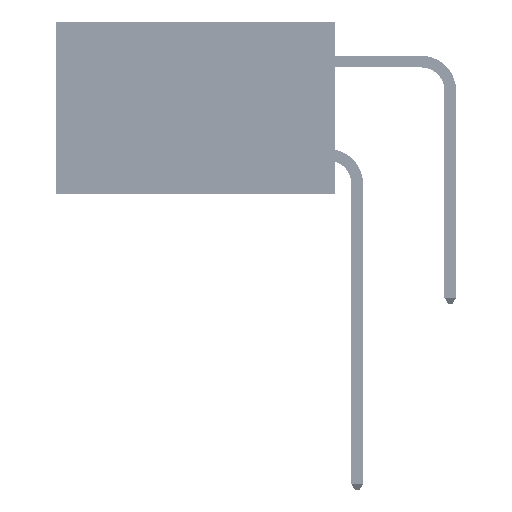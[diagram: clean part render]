
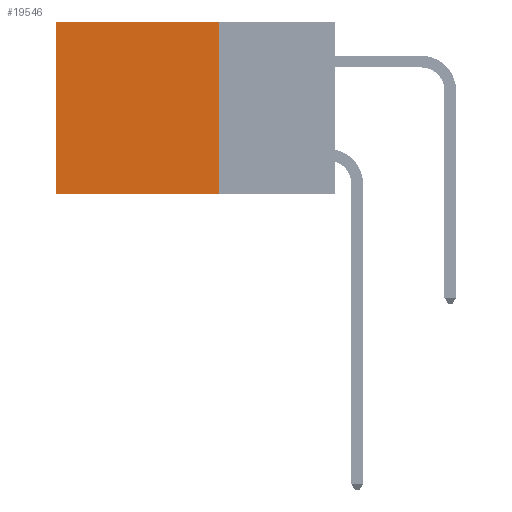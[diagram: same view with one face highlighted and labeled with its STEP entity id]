
A CAD part, left-side view. The second image highlights one B-rep face of the part: STEP entity #19546.
In plain terms, the highlighted planar face has unit normal (-1, 0, 0).
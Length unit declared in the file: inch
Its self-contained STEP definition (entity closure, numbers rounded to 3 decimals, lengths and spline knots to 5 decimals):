
#1490 = ORIENTED_EDGE ( 'NONE', *, *, #8327, .T. ) ;
#2687 = LINE ( 'NONE', #16834, #30187 ) ;
#3896 = AXIS2_PLACEMENT_3D ( 'NONE', #38873, #5052, #31458 ) ;
#5052 = DIRECTION ( 'NONE',  ( 1., 0., 0. ) ) ;
#7059 = CARTESIAN_POINT ( 'NONE',  ( 0.2875, 0.25, 0. ) ) ;
#8327 = EDGE_CURVE ( 'NONE', #23505, #47784, #2687, .T. ) ;
#8988 = DIRECTION ( 'NONE',  ( 0., 1., 0. ) ) ;
#9160 = EDGE_CURVE ( 'NONE', #10717, #23505, #44039, .T. ) ;
#10717 = VERTEX_POINT ( 'NONE', #7059 ) ;
#16834 = CARTESIAN_POINT ( 'NONE',  ( 0.2875, 0.6, 0. ) ) ;
#17384 = CARTESIAN_POINT ( 'NONE',  ( 0.2875, 0.25, 0. ) ) ;
#18215 = VECTOR ( 'NONE', #8988, 39.37008 ) ;
#19546 = ADVANCED_FACE ( 'NONE', ( #42093 ), #46030, .F. ) ;
#20247 = CARTESIAN_POINT ( 'NONE',  ( 0.2875, 0.25, 0. ) ) ;
#21303 = LINE ( 'NONE', #27746, #18215 ) ;
#23505 = VERTEX_POINT ( 'NONE', #34896 ) ;
#23946 = LINE ( 'NONE', #20247, #43500 ) ;
#24911 = EDGE_LOOP ( 'NONE', ( #1490, #38024, #29606, #30794 ) ) ;
#27746 = CARTESIAN_POINT ( 'NONE',  ( 0.2875, 0.25, -0.37 ) ) ;
#28519 = CARTESIAN_POINT ( 'NONE',  ( 0.2875, 0.25, -0.37 ) ) ;
#29606 = ORIENTED_EDGE ( 'NONE', *, *, #33719, .F. ) ;
#30187 = VECTOR ( 'NONE', #40458, 39.37008 ) ;
#30794 = ORIENTED_EDGE ( 'NONE', *, *, #9160, .T. ) ;
#31458 = DIRECTION ( 'NONE',  ( 0., 0., -1. ) ) ;
#33719 = EDGE_CURVE ( 'NONE', #10717, #41520, #23946, .T. ) ;
#34896 = CARTESIAN_POINT ( 'NONE',  ( 0.2875, 0.6, 0. ) ) ;
#36550 = VECTOR ( 'NONE', #36892, 39.37008 ) ;
#36892 = DIRECTION ( 'NONE',  ( 0., 1., 0. ) ) ;
#38024 = ORIENTED_EDGE ( 'NONE', *, *, #46566, .F. ) ;
#38873 = CARTESIAN_POINT ( 'NONE',  ( 0.2875, 0.25, 0. ) ) ;
#40458 = DIRECTION ( 'NONE',  ( 0., 0., -1. ) ) ;
#41520 = VERTEX_POINT ( 'NONE', #28519 ) ;
#42093 = FACE_OUTER_BOUND ( 'NONE', #24911, .T. ) ;
#42695 = DIRECTION ( 'NONE',  ( 0., 0., -1. ) ) ;
#43038 = CARTESIAN_POINT ( 'NONE',  ( 0.2875, 0.6, -0.37 ) ) ;
#43500 = VECTOR ( 'NONE', #42695, 39.37008 ) ;
#44039 = LINE ( 'NONE', #17384, #36550 ) ;
#46030 = PLANE ( 'NONE',  #3896 ) ;
#46566 = EDGE_CURVE ( 'NONE', #41520, #47784, #21303, .T. ) ;
#47784 = VERTEX_POINT ( 'NONE', #43038 ) ;
